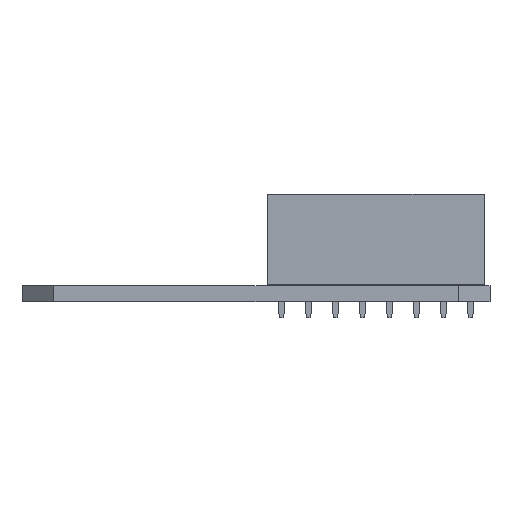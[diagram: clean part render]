
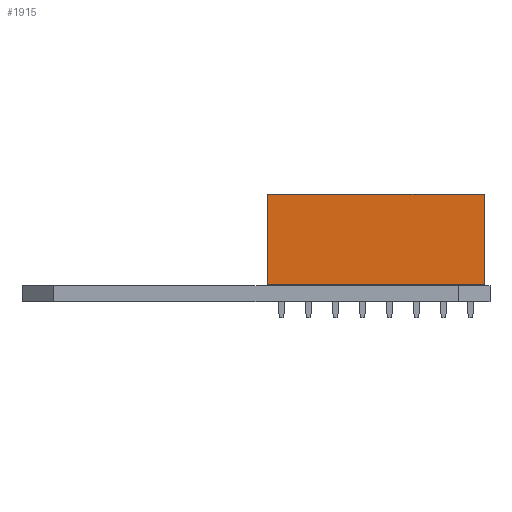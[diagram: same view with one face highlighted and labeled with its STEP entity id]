
A CAD part, left-side view. The second image highlights one B-rep face of the part: STEP entity #1915.
In plain terms, the highlighted planar face has unit normal (-1, 0, 0).
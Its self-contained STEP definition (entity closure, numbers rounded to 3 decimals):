
#92 = VERTEX_POINT('',#93);
#93 = CARTESIAN_POINT('',(-3.81,-19.05,0.));
#101 = EDGE_CURVE('',#92,#102,#104,.T.);
#102 = VERTEX_POINT('',#103);
#103 = CARTESIAN_POINT('',(-3.81,-19.05,8.5));
#104 = LINE('',#105,#106);
#105 = CARTESIAN_POINT('',(-3.81,-19.05,0.));
#106 = VECTOR('',#107,1.);
#107 = DIRECTION('',(0.,0.,1.));
#164 = VERTEX_POINT('',#165);
#165 = CARTESIAN_POINT('',(-3.81,1.27,8.5));
#171 = EDGE_CURVE('',#172,#164,#174,.T.);
#172 = VERTEX_POINT('',#173);
#173 = CARTESIAN_POINT('',(-3.81,1.27,0.));
#174 = LINE('',#175,#176);
#175 = CARTESIAN_POINT('',(-3.81,1.27,0.));
#176 = VECTOR('',#177,1.);
#177 = DIRECTION('',(0.,0.,1.));
#236 = EDGE_CURVE('',#164,#102,#237,.T.);
#237 = LINE('',#238,#239);
#238 = CARTESIAN_POINT('',(-3.81,1.27,8.5));
#239 = VECTOR('',#240,1.);
#240 = DIRECTION('',(0.,-1.,0.));
#803 = EDGE_CURVE('',#172,#92,#804,.T.);
#804 = LINE('',#805,#806);
#805 = CARTESIAN_POINT('',(-3.81,1.27,0.));
#806 = VECTOR('',#807,1.);
#807 = DIRECTION('',(0.,-1.,0.));
#1915 = ADVANCED_FACE('',(#1916),#1922,.F.);
#1916 = FACE_BOUND('',#1917,.F.);
#1917 = EDGE_LOOP('',(#1918,#1919,#1920,#1921));
#1918 = ORIENTED_EDGE('',*,*,#171,.T.);
#1919 = ORIENTED_EDGE('',*,*,#236,.T.);
#1920 = ORIENTED_EDGE('',*,*,#101,.F.);
#1921 = ORIENTED_EDGE('',*,*,#803,.F.);
#1922 = PLANE('',#1923);
#1923 = AXIS2_PLACEMENT_3D('',#1924,#1925,#1926);
#1924 = CARTESIAN_POINT('',(-3.81,1.27,0.));
#1925 = DIRECTION('',(1.,0.,0.));
#1926 = DIRECTION('',(0.,-1.,0.));
